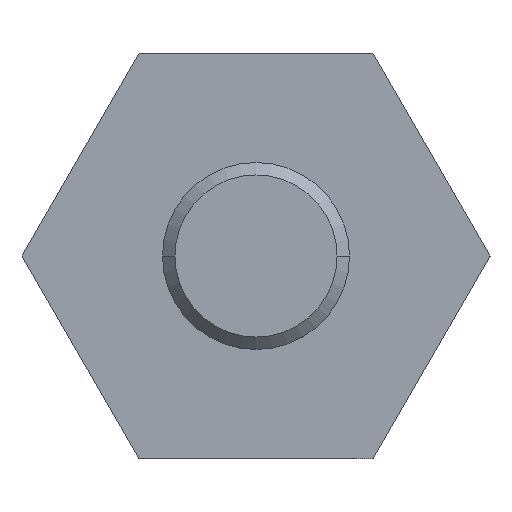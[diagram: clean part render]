
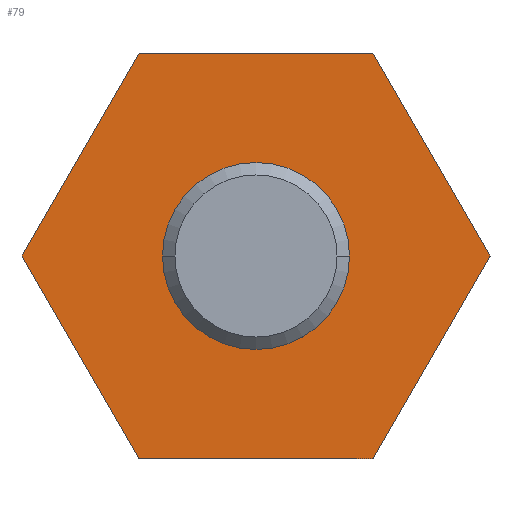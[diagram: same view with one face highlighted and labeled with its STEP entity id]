
A CAD part, left-side view. The second image highlights one B-rep face of the part: STEP entity #79.
In plain terms, the highlighted planar face has unit normal (-1, 0, 0).
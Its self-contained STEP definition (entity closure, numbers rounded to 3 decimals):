
#79=ADVANCED_FACE('',(#100,#101),#102,.F.);
#100=FACE_OUTER_BOUND('',#134,.T.);
#101=FACE_BOUND('',#135,.T.);
#102=PLANE('',#136);
#134=EDGE_LOOP('',(#190,#191,#192,#193,#194,#195));
#135=EDGE_LOOP('',(#196,#197));
#136=AXIS2_PLACEMENT_3D('',#198,#199,#200);
#190=ORIENTED_EDGE('',*,*,#297,.F.);
#191=ORIENTED_EDGE('',*,*,#298,.F.);
#192=ORIENTED_EDGE('',*,*,#296,.T.);
#193=ORIENTED_EDGE('',*,*,#299,.F.);
#194=ORIENTED_EDGE('',*,*,#300,.F.);
#195=ORIENTED_EDGE('',*,*,#301,.F.);
#196=ORIENTED_EDGE('',*,*,#280,.F.);
#197=ORIENTED_EDGE('',*,*,#302,.F.);
#198=CARTESIAN_POINT('',(0.0,-7.506,0.));
#199=DIRECTION('',(1.0,-0.0,0.0));
#200=DIRECTION('',(0.0,1.0,-0.0));
#280=EDGE_CURVE('',#316,#317,#318,.T.);
#296=EDGE_CURVE('',#342,#346,#348,.T.);
#297=EDGE_CURVE('',#349,#350,#351,.T.);
#298=EDGE_CURVE('',#342,#349,#352,.T.);
#299=EDGE_CURVE('',#353,#346,#354,.T.);
#300=EDGE_CURVE('',#355,#353,#356,.T.);
#301=EDGE_CURVE('',#350,#355,#357,.T.);
#302=EDGE_CURVE('',#317,#316,#358,.T.);
#316=VERTEX_POINT('',#376);
#317=VERTEX_POINT('',#377);
#318=CIRCLE('',#378,3.0);
#342=VERTEX_POINT('',#408);
#346=VERTEX_POINT('',#414);
#348=LINE('',#417,#418);
#349=VERTEX_POINT('',#419);
#350=VERTEX_POINT('',#420);
#351=LINE('',#421,#422);
#352=LINE('',#423,#424);
#353=VERTEX_POINT('',#425);
#354=LINE('',#426,#427);
#355=VERTEX_POINT('',#428);
#356=LINE('',#429,#430);
#357=LINE('',#431,#432);
#358=CIRCLE('',#433,3.0);
#376=CARTESIAN_POINT('',(0.0,0.0,3.0));
#377=CARTESIAN_POINT('',(0.0,0.,-3.0));
#378=AXIS2_PLACEMENT_3D('',#460,#461,#462);
#408=CARTESIAN_POINT('',(0.0,3.753,-6.5));
#414=CARTESIAN_POINT('',(0.0,-3.753,-6.5));
#417=CARTESIAN_POINT('',(0.0,-3.753,-6.5));
#418=VECTOR('',#490,1000.0);
#419=CARTESIAN_POINT('',(0.,7.506,0.));
#420=CARTESIAN_POINT('',(0.0,3.753,6.5));
#421=CARTESIAN_POINT('',(0.0,7.506,0.));
#422=VECTOR('',#491,1000.0);
#423=CARTESIAN_POINT('',(0.0,3.753,-6.5));
#424=VECTOR('',#492,1000.0);
#425=CARTESIAN_POINT('',(0.0,-7.506,0.));
#426=CARTESIAN_POINT('',(0.0,-7.506,0.));
#427=VECTOR('',#493,1000.0);
#428=CARTESIAN_POINT('',(0.0,-3.753,6.5));
#429=CARTESIAN_POINT('',(0.0,-3.753,6.5));
#430=VECTOR('',#494,1000.0);
#431=CARTESIAN_POINT('',(0.0,-7.506,6.5));
#432=VECTOR('',#495,1000.0);
#433=AXIS2_PLACEMENT_3D('',#496,#497,#498);
#460=CARTESIAN_POINT('',(0.0,0.0,0.0));
#461=DIRECTION('',(-1.0,0.0,0.0));
#462=DIRECTION('',(0.0,0.0,1.0));
#490=DIRECTION('',(0.0,-1.0,0.));
#491=DIRECTION('',(-0.0,-0.5,0.866));
#492=DIRECTION('',(0.0,0.5,0.866));
#493=DIRECTION('',(0.0,0.5,-0.866));
#494=DIRECTION('',(0.0,-0.5,-0.866));
#495=DIRECTION('',(-0.0,-1.0,-0.0));
#496=CARTESIAN_POINT('',(0.0,0.0,0.0));
#497=DIRECTION('',(-1.0,0.0,0.0));
#498=DIRECTION('',(0.0,0.0,1.0));
